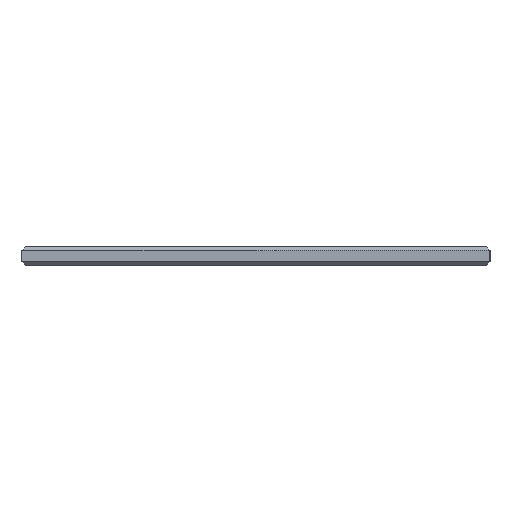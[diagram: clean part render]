
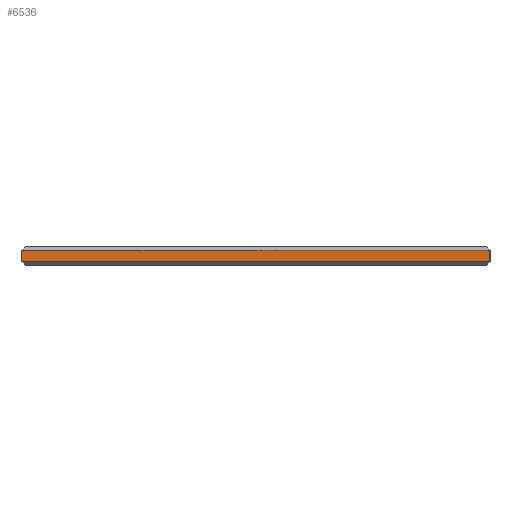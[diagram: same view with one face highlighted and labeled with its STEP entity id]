
A CAD part, left-side view. The second image highlights one B-rep face of the part: STEP entity #6536.
In plain terms, the highlighted planar face has unit normal (-1, 0, 0).
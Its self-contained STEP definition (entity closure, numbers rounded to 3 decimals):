
#296 = CARTESIAN_POINT ( 'NONE',  ( -18., -12.5, 0.5 ) ) ;
#304 = CARTESIAN_POINT ( 'NONE',  ( -18., -12.5, -0.3 ) ) ;
#666 = DIRECTION ( 'NONE',  ( 0., 1., 0. ) ) ;
#687 = DIRECTION ( 'NONE',  ( 0., 0., -1. ) ) ;
#819 = DIRECTION ( 'NONE',  ( 0., 0., -1. ) ) ;
#884 = ORIENTED_EDGE ( 'NONE', *, *, #5932, .T. ) ;
#903 = VECTOR ( 'NONE', #687, 1000. ) ;
#1443 = PLANE ( 'NONE',  #4437 ) ;
#1494 = VERTEX_POINT ( 'NONE', #304 ) ;
#1968 = VERTEX_POINT ( 'NONE', #4682 ) ;
#2279 = ORIENTED_EDGE ( 'NONE', *, *, #6370, .T. ) ;
#2385 = ORIENTED_EDGE ( 'NONE', *, *, #6411, .T. ) ;
#2400 = VECTOR ( 'NONE', #5994, 1000. ) ;
#2491 = LINE ( 'NONE', #3341, #5531 ) ;
#2524 = DIRECTION ( 'NONE',  ( 0., 0., -1. ) ) ;
#2905 = LINE ( 'NONE', #296, #7029 ) ;
#3071 = ORIENTED_EDGE ( 'NONE', *, *, #5787, .F. ) ;
#3288 = CARTESIAN_POINT ( 'NONE',  ( -18., 12.5, 0.3 ) ) ;
#3341 = CARTESIAN_POINT ( 'NONE',  ( -18., 12.5, 0.3 ) ) ;
#3618 = FACE_OUTER_BOUND ( 'NONE', #6514, .T. ) ;
#3956 = CARTESIAN_POINT ( 'NONE',  ( -18., 12.5, 0.5 ) ) ;
#4161 = VERTEX_POINT ( 'NONE', #5799 ) ;
#4266 = CARTESIAN_POINT ( 'NONE',  ( -18., 12.5, -0.3 ) ) ;
#4272 = LINE ( 'NONE', #4266, #2400 ) ;
#4437 = AXIS2_PLACEMENT_3D ( 'NONE', #5381, #5916, #2524 ) ;
#4682 = CARTESIAN_POINT ( 'NONE',  ( -18., -12.5, 0.3 ) ) ;
#5361 = LINE ( 'NONE', #3956, #903 ) ;
#5381 = CARTESIAN_POINT ( 'NONE',  ( -18., 12.5, 0.5 ) ) ;
#5531 = VECTOR ( 'NONE', #666, 1000. ) ;
#5787 = EDGE_CURVE ( 'NONE', #1968, #1494, #2905, .T. ) ;
#5799 = CARTESIAN_POINT ( 'NONE',  ( -18., 12.5, -0.3 ) ) ;
#5916 = DIRECTION ( 'NONE',  ( 1., 0., 0. ) ) ;
#5932 = EDGE_CURVE ( 'NONE', #4161, #1494, #4272, .T. ) ;
#5994 = DIRECTION ( 'NONE',  ( 0., -1., 0. ) ) ;
#6370 = EDGE_CURVE ( 'NONE', #1968, #6743, #2491, .T. ) ;
#6411 = EDGE_CURVE ( 'NONE', #6743, #4161, #5361, .T. ) ;
#6514 = EDGE_LOOP ( 'NONE', ( #2385, #884, #3071, #2279 ) ) ;
#6536 = ADVANCED_FACE ( 'NONE', ( #3618 ), #1443, .F. ) ;
#6743 = VERTEX_POINT ( 'NONE', #3288 ) ;
#7029 = VECTOR ( 'NONE', #819, 1000. ) ;
